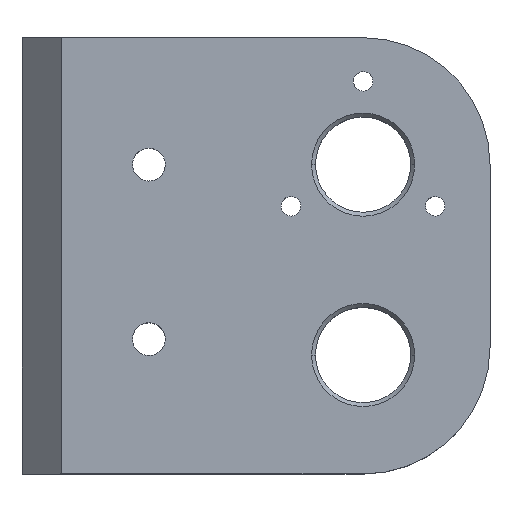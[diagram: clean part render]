
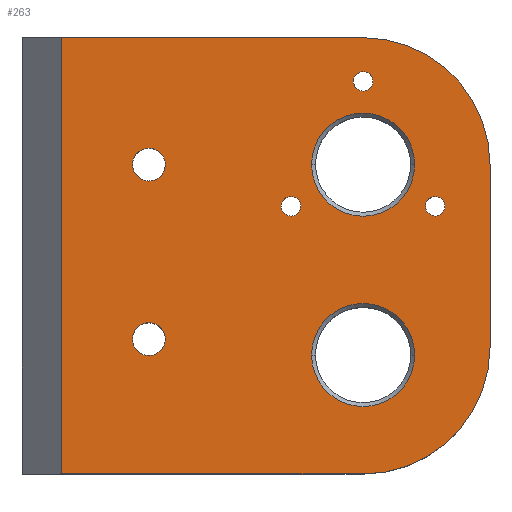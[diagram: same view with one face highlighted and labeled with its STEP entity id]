
A CAD part, top view. The second image highlights one B-rep face of the part: STEP entity #263.
In plain terms, the highlighted planar face has unit normal (0, 0, 1).
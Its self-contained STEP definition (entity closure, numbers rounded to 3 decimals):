
#62=CARTESIAN_POINT('Cartesian Point',(-27.172,9.339,20.)) ;
#76=CARTESIAN_POINT('Cartesian Point',(-25.014,8.161,20.)) ;
#79=CARTESIAN_POINT('Axis2P3D Location',(-26.093,8.75,20.)) ;
#91=CARTESIAN_POINT('Axis2P3D Location',(0.,0.,20.)) ;
#96=CARTESIAN_POINT('Line Origine',(-36.,-25.,20.)) ;
#100=CARTESIAN_POINT('Cartesian Point',(-55.,-25.,20.)) ;
#102=CARTESIAN_POINT('Cartesian Point',(-17.,-25.,20.)) ;
#105=CARTESIAN_POINT('Axis2P3D Location',(-17.,-9.,20.)) ;
#109=CARTESIAN_POINT('Cartesian Point',(-1.,-9.,20.)) ;
#112=CARTESIAN_POINT('Line Origine',(-1.,2.5,20.)) ;
#116=CARTESIAN_POINT('Cartesian Point',(-1.,14.,20.)) ;
#119=CARTESIAN_POINT('Axis2P3D Location',(-17.,14.,20.)) ;
#123=CARTESIAN_POINT('Cartesian Point',(-17.,30.,20.)) ;
#126=CARTESIAN_POINT('Line Origine',(-36.,30.,20.)) ;
#130=CARTESIAN_POINT('Cartesian Point',(-55.,30.,20.)) ;
#133=CARTESIAN_POINT('Line Origine',(-55.,2.5,20.)) ;
#146=CARTESIAN_POINT('Axis2P3D Location',(-17.,24.5,20.)) ;
#150=CARTESIAN_POINT('Cartesian Point',(-18.079,25.089,20.)) ;
#152=CARTESIAN_POINT('Cartesian Point',(-15.921,23.911,20.)) ;
#155=CARTESIAN_POINT('Axis2P3D Location',(-17.,24.5,20.)) ;
#164=CARTESIAN_POINT('Axis2P3D Location',(-17.,-10.,20.)) ;
#168=CARTESIAN_POINT('Cartesian Point',(-23.5,-10.,20.)) ;
#170=CARTESIAN_POINT('Cartesian Point',(-10.5,-10.,20.)) ;
#173=CARTESIAN_POINT('Axis2P3D Location',(-17.,-10.,20.)) ;
#182=CARTESIAN_POINT('Axis2P3D Location',(-44.,-8.,20.)) ;
#186=CARTESIAN_POINT('Cartesian Point',(-42.186,-7.009,20.)) ;
#188=CARTESIAN_POINT('Cartesian Point',(-45.814,-8.991,20.)) ;
#191=CARTESIAN_POINT('Axis2P3D Location',(-44.,-8.,20.)) ;
#200=CARTESIAN_POINT('Axis2P3D Location',(-44.,14.,20.)) ;
#204=CARTESIAN_POINT('Cartesian Point',(-42.186,14.991,20.)) ;
#206=CARTESIAN_POINT('Cartesian Point',(-45.814,13.009,20.)) ;
#209=CARTESIAN_POINT('Axis2P3D Location',(-44.,14.,20.)) ;
#218=CARTESIAN_POINT('Axis2P3D Location',(-7.907,8.75,20.)) ;
#222=CARTESIAN_POINT('Cartesian Point',(-8.986,9.339,20.)) ;
#224=CARTESIAN_POINT('Cartesian Point',(-6.828,8.161,20.)) ;
#227=CARTESIAN_POINT('Axis2P3D Location',(-7.907,8.75,20.)) ;
#236=CARTESIAN_POINT('Axis2P3D Location',(-17.,14.,20.)) ;
#240=CARTESIAN_POINT('Cartesian Point',(-23.5,14.,20.)) ;
#242=CARTESIAN_POINT('Cartesian Point',(-10.5,14.,20.)) ;
#245=CARTESIAN_POINT('Axis2P3D Location',(-17.,14.,20.)) ;
#254=CARTESIAN_POINT('Axis2P3D Location',(-26.093,8.75,20.)) ;
#80=DIRECTION('Axis2P3D Direction',(0.,-0.,-1.)) ;
#92=DIRECTION('Axis2P3D Direction',(0.,0.,1.)) ;
#93=DIRECTION('Axis2P3D XDirection',(1.,0.,0.)) ;
#97=DIRECTION('Vector Direction',(1.,0.,0.)) ;
#106=DIRECTION('Axis2P3D Direction',(0.,0.,1.)) ;
#113=DIRECTION('Vector Direction',(0.,-1.,0.)) ;
#120=DIRECTION('Axis2P3D Direction',(0.,0.,1.)) ;
#127=DIRECTION('Vector Direction',(-1.,0.,0.)) ;
#134=DIRECTION('Vector Direction',(0.,1.,0.)) ;
#147=DIRECTION('Axis2P3D Direction',(0.,0.,1.)) ;
#156=DIRECTION('Axis2P3D Direction',(0.,0.,1.)) ;
#165=DIRECTION('Axis2P3D Direction',(0.,0.,1.)) ;
#174=DIRECTION('Axis2P3D Direction',(0.,0.,1.)) ;
#183=DIRECTION('Axis2P3D Direction',(0.,0.,1.)) ;
#192=DIRECTION('Axis2P3D Direction',(0.,0.,1.)) ;
#201=DIRECTION('Axis2P3D Direction',(0.,0.,1.)) ;
#210=DIRECTION('Axis2P3D Direction',(0.,0.,1.)) ;
#219=DIRECTION('Axis2P3D Direction',(0.,0.,1.)) ;
#228=DIRECTION('Axis2P3D Direction',(0.,0.,1.)) ;
#237=DIRECTION('Axis2P3D Direction',(0.,0.,1.)) ;
#246=DIRECTION('Axis2P3D Direction',(0.,0.,1.)) ;
#255=DIRECTION('Axis2P3D Direction',(0.,0.,1.)) ;
#81=AXIS2_PLACEMENT_3D('Circle Axis2P3D',#79,#80,$) ;
#94=AXIS2_PLACEMENT_3D('Plane Axis2P3D',#91,#92,#93) ;
#107=AXIS2_PLACEMENT_3D('Circle Axis2P3D',#105,#106,$) ;
#121=AXIS2_PLACEMENT_3D('Circle Axis2P3D',#119,#120,$) ;
#148=AXIS2_PLACEMENT_3D('Circle Axis2P3D',#146,#147,$) ;
#157=AXIS2_PLACEMENT_3D('Circle Axis2P3D',#155,#156,$) ;
#166=AXIS2_PLACEMENT_3D('Circle Axis2P3D',#164,#165,$) ;
#175=AXIS2_PLACEMENT_3D('Circle Axis2P3D',#173,#174,$) ;
#184=AXIS2_PLACEMENT_3D('Circle Axis2P3D',#182,#183,$) ;
#193=AXIS2_PLACEMENT_3D('Circle Axis2P3D',#191,#192,$) ;
#202=AXIS2_PLACEMENT_3D('Circle Axis2P3D',#200,#201,$) ;
#211=AXIS2_PLACEMENT_3D('Circle Axis2P3D',#209,#210,$) ;
#220=AXIS2_PLACEMENT_3D('Circle Axis2P3D',#218,#219,$) ;
#229=AXIS2_PLACEMENT_3D('Circle Axis2P3D',#227,#228,$) ;
#238=AXIS2_PLACEMENT_3D('Circle Axis2P3D',#236,#237,$) ;
#247=AXIS2_PLACEMENT_3D('Circle Axis2P3D',#245,#246,$) ;
#256=AXIS2_PLACEMENT_3D('Circle Axis2P3D',#254,#255,$) ;
#139=ORIENTED_EDGE('Oriented Edge',*,*,#104,.T.) ;
#140=ORIENTED_EDGE('Oriented Edge',*,*,#111,.T.) ;
#141=ORIENTED_EDGE('Oriented Edge',*,*,#118,.F.) ;
#142=ORIENTED_EDGE('Oriented Edge',*,*,#125,.T.) ;
#143=ORIENTED_EDGE('Oriented Edge',*,*,#132,.T.) ;
#144=ORIENTED_EDGE('Oriented Edge',*,*,#137,.F.) ;
#161=ORIENTED_EDGE('Oriented Edge',*,*,#154,.F.) ;
#162=ORIENTED_EDGE('Oriented Edge',*,*,#159,.F.) ;
#179=ORIENTED_EDGE('Oriented Edge',*,*,#172,.F.) ;
#180=ORIENTED_EDGE('Oriented Edge',*,*,#177,.F.) ;
#197=ORIENTED_EDGE('Oriented Edge',*,*,#190,.F.) ;
#198=ORIENTED_EDGE('Oriented Edge',*,*,#195,.F.) ;
#215=ORIENTED_EDGE('Oriented Edge',*,*,#208,.F.) ;
#216=ORIENTED_EDGE('Oriented Edge',*,*,#213,.F.) ;
#233=ORIENTED_EDGE('Oriented Edge',*,*,#226,.F.) ;
#234=ORIENTED_EDGE('Oriented Edge',*,*,#231,.F.) ;
#251=ORIENTED_EDGE('Oriented Edge',*,*,#244,.F.) ;
#252=ORIENTED_EDGE('Oriented Edge',*,*,#249,.F.) ;
#260=ORIENTED_EDGE('Oriented Edge',*,*,#258,.F.) ;
#261=ORIENTED_EDGE('Oriented Edge',*,*,#83,.F.) ;
#163=FACE_BOUND('Face Bound',#160,.T.) ;
#181=FACE_BOUND('Face Bound',#178,.T.) ;
#199=FACE_BOUND('Face Bound',#196,.T.) ;
#217=FACE_BOUND('Face Bound',#214,.T.) ;
#235=FACE_BOUND('Face Bound',#232,.T.) ;
#253=FACE_BOUND('Face Bound',#250,.T.) ;
#262=FACE_BOUND('Face Bound',#259,.T.) ;
#98=VECTOR('Line Direction',#97,1.) ;
#114=VECTOR('Line Direction',#113,1.) ;
#128=VECTOR('Line Direction',#127,1.) ;
#135=VECTOR('Line Direction',#134,1.) ;
#263=ADVANCED_FACE('',(#145,#163,#181,#199,#217,#235,#253,#262),#95,.T.) ;
#82=CIRCLE('generated circle',#81,1.23) ;
#108=CIRCLE('generated circle',#107,16.) ;
#122=CIRCLE('generated circle',#121,16.) ;
#149=CIRCLE('generated circle',#148,1.23) ;
#158=CIRCLE('generated circle',#157,1.23) ;
#167=CIRCLE('generated circle',#166,6.5) ;
#176=CIRCLE('generated circle',#175,6.5) ;
#185=CIRCLE('generated circle',#184,2.067) ;
#194=CIRCLE('generated circle',#193,2.067) ;
#203=CIRCLE('generated circle',#202,2.067) ;
#212=CIRCLE('generated circle',#211,2.067) ;
#221=CIRCLE('generated circle',#220,1.23) ;
#230=CIRCLE('generated circle',#229,1.23) ;
#239=CIRCLE('generated circle',#238,6.5) ;
#248=CIRCLE('generated circle',#247,6.5) ;
#257=CIRCLE('generated circle',#256,1.23) ;
#83=EDGE_CURVE('',#77,#63,#82,.F.) ;
#104=EDGE_CURVE('',#101,#103,#99,.T.) ;
#111=EDGE_CURVE('',#103,#110,#108,.T.) ;
#118=EDGE_CURVE('',#117,#110,#115,.T.) ;
#125=EDGE_CURVE('',#117,#124,#122,.T.) ;
#132=EDGE_CURVE('',#124,#131,#129,.T.) ;
#137=EDGE_CURVE('',#101,#131,#136,.T.) ;
#154=EDGE_CURVE('',#151,#153,#149,.T.) ;
#159=EDGE_CURVE('',#153,#151,#158,.T.) ;
#172=EDGE_CURVE('',#169,#171,#167,.T.) ;
#177=EDGE_CURVE('',#171,#169,#176,.T.) ;
#190=EDGE_CURVE('',#187,#189,#185,.T.) ;
#195=EDGE_CURVE('',#189,#187,#194,.T.) ;
#208=EDGE_CURVE('',#205,#207,#203,.T.) ;
#213=EDGE_CURVE('',#207,#205,#212,.T.) ;
#226=EDGE_CURVE('',#223,#225,#221,.T.) ;
#231=EDGE_CURVE('',#225,#223,#230,.T.) ;
#244=EDGE_CURVE('',#241,#243,#239,.T.) ;
#249=EDGE_CURVE('',#243,#241,#248,.T.) ;
#258=EDGE_CURVE('',#63,#77,#257,.T.) ;
#138=EDGE_LOOP('Oriented Loop',(#139,#140,#141,#142,#143,#144)) ;
#160=EDGE_LOOP('Oriented Loop',(#161,#162)) ;
#178=EDGE_LOOP('Oriented Loop',(#179,#180)) ;
#196=EDGE_LOOP('Oriented Loop',(#197,#198)) ;
#214=EDGE_LOOP('Oriented Loop',(#215,#216)) ;
#232=EDGE_LOOP('Oriented Loop',(#233,#234)) ;
#250=EDGE_LOOP('Oriented Loop',(#251,#252)) ;
#259=EDGE_LOOP('Oriented Loop',(#260,#261)) ;
#145=FACE_OUTER_BOUND('Face Bound',#138,.T.) ;
#99=LINE('Line',#96,#98) ;
#115=LINE('Line',#112,#114) ;
#129=LINE('Line',#126,#128) ;
#136=LINE('Line',#133,#135) ;
#95=PLANE('Plane',#94) ;
#63=VERTEX_POINT('Vertex Point',#62) ;
#77=VERTEX_POINT('Vertex Point',#76) ;
#101=VERTEX_POINT('Vertex Point',#100) ;
#103=VERTEX_POINT('Vertex Point',#102) ;
#110=VERTEX_POINT('Vertex Point',#109) ;
#117=VERTEX_POINT('Vertex Point',#116) ;
#124=VERTEX_POINT('Vertex Point',#123) ;
#131=VERTEX_POINT('Vertex Point',#130) ;
#151=VERTEX_POINT('Vertex Point',#150) ;
#153=VERTEX_POINT('Vertex Point',#152) ;
#169=VERTEX_POINT('Vertex Point',#168) ;
#171=VERTEX_POINT('Vertex Point',#170) ;
#187=VERTEX_POINT('Vertex Point',#186) ;
#189=VERTEX_POINT('Vertex Point',#188) ;
#205=VERTEX_POINT('Vertex Point',#204) ;
#207=VERTEX_POINT('Vertex Point',#206) ;
#223=VERTEX_POINT('Vertex Point',#222) ;
#225=VERTEX_POINT('Vertex Point',#224) ;
#241=VERTEX_POINT('Vertex Point',#240) ;
#243=VERTEX_POINT('Vertex Point',#242) ;
